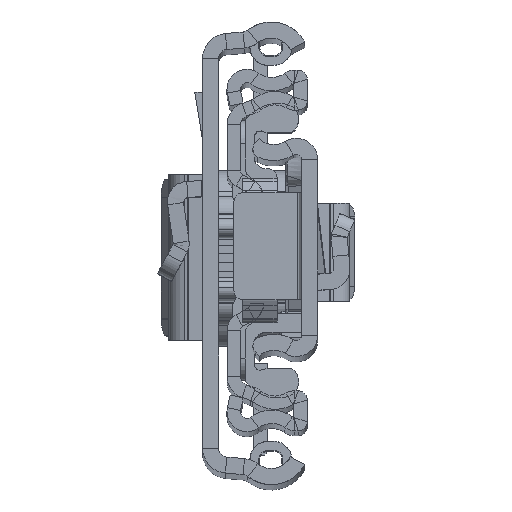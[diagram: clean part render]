
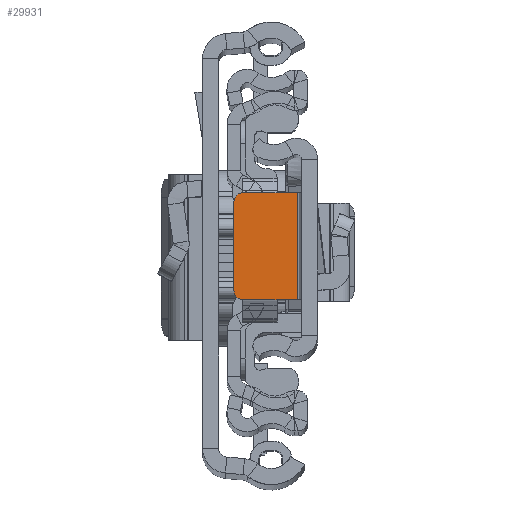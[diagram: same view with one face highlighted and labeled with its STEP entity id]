
A CAD part, top view. The second image highlights one B-rep face of the part: STEP entity #29931.
In plain terms, the highlighted planar face has unit normal (0, 0, 1).
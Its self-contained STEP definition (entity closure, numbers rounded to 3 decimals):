
#825 = CIRCLE ( 'NONE', #8066, 1. ) ;
#1366 = ORIENTED_EDGE ( 'NONE', *, *, #16610, .F. ) ;
#1412 = DIRECTION ( 'NONE',  ( 0., 0., 1. ) ) ;
#1459 = DIRECTION ( 'NONE',  ( 0., -1., 0. ) ) ;
#1460 = VERTEX_POINT ( 'NONE', #8417 ) ;
#1645 = CARTESIAN_POINT ( 'NONE',  ( -8.4, -5.849, -6.8 ) ) ;
#1693 = DIRECTION ( 'NONE',  ( -1., 0., 0. ) ) ;
#2662 = ORIENTED_EDGE ( 'NONE', *, *, #29859, .F. ) ;
#2680 = FACE_OUTER_BOUND ( 'NONE', #3004, .T. ) ;
#3004 = EDGE_LOOP ( 'NONE', ( #29870, #18228, #25393, #1366, #2662, #28263 ) ) ;
#3511 = EDGE_CURVE ( 'NONE', #23142, #7324, #11511, .T. ) ;
#4656 = VECTOR ( 'NONE', #1693, 1000. ) ;
#5007 = CARTESIAN_POINT ( 'NONE',  ( -2.3, 6.151, -6.8 ) ) ;
#7324 = VERTEX_POINT ( 'NONE', #21047 ) ;
#7348 = VERTEX_POINT ( 'NONE', #5007 ) ;
#7458 = CARTESIAN_POINT ( 'NONE',  ( -8.4, -4.849, -6.8 ) ) ;
#8066 = AXIS2_PLACEMENT_3D ( 'NONE', #7458, #26045, #26190 ) ;
#8264 = CARTESIAN_POINT ( 'NONE',  ( -2.3, 6.151, -6.8 ) ) ;
#8417 = CARTESIAN_POINT ( 'NONE',  ( -9.4, -4.849, -6.8 ) ) ;
#9192 = DIRECTION ( 'NONE',  ( 1., 0., 0. ) ) ;
#11468 = LINE ( 'NONE', #20693, #20974 ) ;
#11511 = CIRCLE ( 'NONE', #28414, 1. ) ;
#11908 = CARTESIAN_POINT ( 'NONE',  ( 0., 0., -6.8 ) ) ;
#14700 = AXIS2_PLACEMENT_3D ( 'NONE', #11908, #28088, #23841 ) ;
#15554 = EDGE_CURVE ( 'NONE', #1460, #23214, #825, .T. ) ;
#16313 = CARTESIAN_POINT ( 'NONE',  ( -9.4, 6.151, -6.8 ) ) ;
#16610 = EDGE_CURVE ( 'NONE', #7348, #23159, #28988, .T. ) ;
#18228 = ORIENTED_EDGE ( 'NONE', *, *, #15554, .T. ) ;
#18604 = LINE ( 'NONE', #16313, #27200 ) ;
#20693 = CARTESIAN_POINT ( 'NONE',  ( -1.8, 6.151, -6.8 ) ) ;
#20974 = VECTOR ( 'NONE', #9192, 1000. ) ;
#21047 = CARTESIAN_POINT ( 'NONE',  ( -9.4, 5.151, -6.8 ) ) ;
#22104 = CARTESIAN_POINT ( 'NONE',  ( -9.4, -5.849, -6.8 ) ) ;
#23142 = VERTEX_POINT ( 'NONE', #25223 ) ;
#23159 = VERTEX_POINT ( 'NONE', #27500 ) ;
#23214 = VERTEX_POINT ( 'NONE', #1645 ) ;
#23841 = DIRECTION ( 'NONE',  ( 1., 0., 0. ) ) ;
#24097 = CARTESIAN_POINT ( 'NONE',  ( -8.4, 5.151, -6.8 ) ) ;
#24551 = VECTOR ( 'NONE', #1459, 1000. ) ;
#25223 = CARTESIAN_POINT ( 'NONE',  ( -8.4, 6.151, -6.8 ) ) ;
#25393 = ORIENTED_EDGE ( 'NONE', *, *, #27080, .F. ) ;
#25958 = PLANE ( 'NONE',  #14700 ) ;
#26045 = DIRECTION ( 'NONE',  ( 0., 0., 1. ) ) ;
#26190 = DIRECTION ( 'NONE',  ( 1., 0., 0. ) ) ;
#27080 = EDGE_CURVE ( 'NONE', #23159, #23214, #27095, .T. ) ;
#27095 = LINE ( 'NONE', #22104, #4656 ) ;
#27200 = VECTOR ( 'NONE', #27389, 1000. ) ;
#27389 = DIRECTION ( 'NONE',  ( 0., 1., 0. ) ) ;
#27500 = CARTESIAN_POINT ( 'NONE',  ( -2.3, -5.849, -6.8 ) ) ;
#28088 = DIRECTION ( 'NONE',  ( 0., 0., 1. ) ) ;
#28263 = ORIENTED_EDGE ( 'NONE', *, *, #3511, .T. ) ;
#28414 = AXIS2_PLACEMENT_3D ( 'NONE', #24097, #1412, #28943 ) ;
#28943 = DIRECTION ( 'NONE',  ( 1., 0., 0. ) ) ;
#28988 = LINE ( 'NONE', #8264, #24551 ) ;
#29346 = EDGE_CURVE ( 'NONE', #1460, #7324, #18604, .T. ) ;
#29859 = EDGE_CURVE ( 'NONE', #23142, #7348, #11468, .T. ) ;
#29870 = ORIENTED_EDGE ( 'NONE', *, *, #29346, .F. ) ;
#29931 = ADVANCED_FACE ( 'NONE', ( #2680 ), #25958, .T. ) ;
